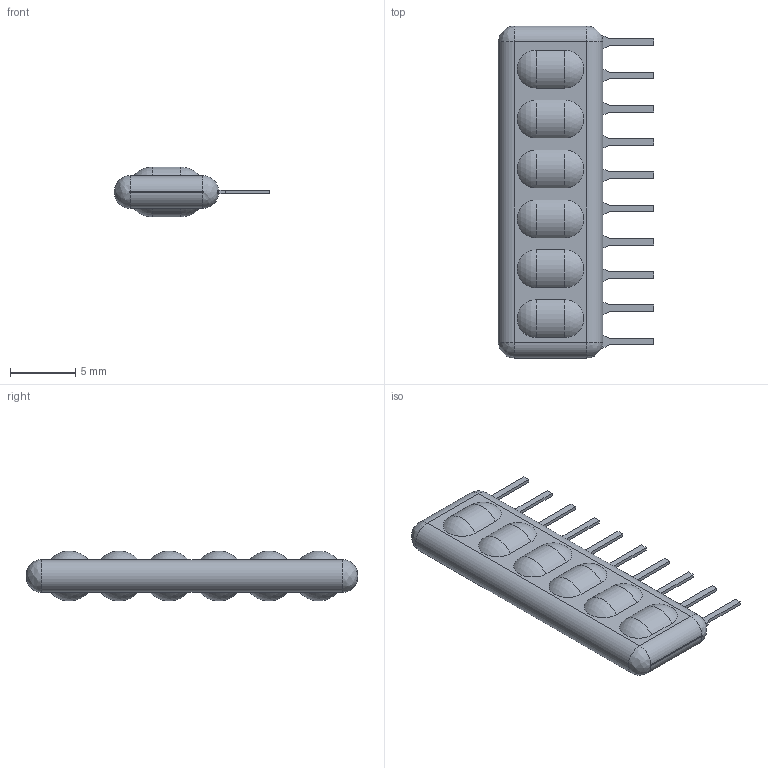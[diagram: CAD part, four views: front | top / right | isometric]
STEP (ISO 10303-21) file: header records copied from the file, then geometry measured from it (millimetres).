
FILE_DESCRIPTION((''),'2;1');
FILE_NAME('4616H-701','2012-08-22T',('ryans'),('Bourns, Inc.'),'PRO/ENGINEER BY PARAMETRIC TECHNOLOGY CORPORATION, 2010100','PRO/ENGINEER BY PARAMETRIC TECHNOLOGY CORPORATION, 2010100','');
FILE_SCHEMA(('CONFIG_CONTROL_DESIGN'));
Length unit declared in the file: millimetre
Products named in the file (1): 4616H-701
Bounding box: 11.9 x 25.35 x 3.81 mm (x, y, z)
Volume: 528.6 mm3; surface area: 581.9 mm2
Topology: 1 solids, 1 shells, 158 faces, 382 edges, 246 vertices
Faces by surface type: plane 112, sphere 24, cylinder 18, bspline 4
Entity records: 4722 total; most frequent: CARTESIAN_POINT 912, DIRECTION 790, ORIENTED_EDGE 764, EDGE_CURVE 382, VECTOR 274, LINE 274, AXIS2_PLACEMENT_3D 258, VERTEX_POINT 246
